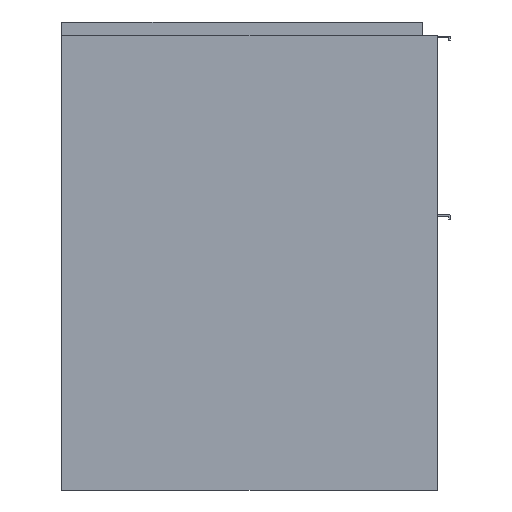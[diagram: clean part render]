
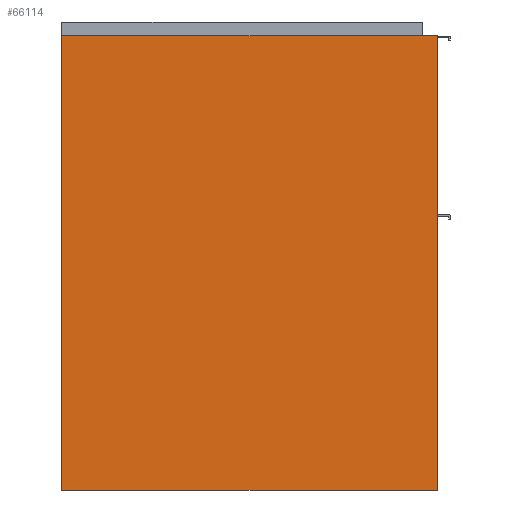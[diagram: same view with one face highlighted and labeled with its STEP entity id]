
A CAD part, left-side view. The second image highlights one B-rep face of the part: STEP entity #66114.
In plain terms, the highlighted planar face has unit normal (-1, 0, 0).
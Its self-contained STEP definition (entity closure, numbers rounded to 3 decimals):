
#4718=FACE_OUTER_BOUND('',#8360,.T.);
#8360=EDGE_LOOP('',(#44197,#44198,#44199,#44200));
#12595=LINE('',#95147,#20131);
#12599=LINE('',#95156,#20135);
#12604=LINE('',#95164,#20140);
#12606=LINE('',#95168,#20142);
#20131=VECTOR('',#75873,462.);
#20135=VECTOR('',#75879,462.);
#20140=VECTOR('',#75886,559.);
#20142=VECTOR('',#75892,559.);
#27641=VERTEX_POINT('',#95145);
#27642=VERTEX_POINT('',#95146);
#27645=VERTEX_POINT('',#95154);
#27646=VERTEX_POINT('',#95155);
#34267=EDGE_CURVE('',#27641,#27642,#12595,.T.);
#34271=EDGE_CURVE('',#27645,#27646,#12599,.T.);
#34276=EDGE_CURVE('',#27641,#27646,#12604,.T.);
#34278=EDGE_CURVE('',#27642,#27645,#12606,.T.);
#44197=ORIENTED_EDGE('',*,*,#34276,.F.);
#44198=ORIENTED_EDGE('',*,*,#34267,.T.);
#44199=ORIENTED_EDGE('',*,*,#34278,.T.);
#44200=ORIENTED_EDGE('',*,*,#34271,.T.);
#63546=PLANE('',#69830);
#66114=ADVANCED_FACE('',(#4718),#63546,.T.);
#69830=AXIS2_PLACEMENT_3D('',#95169,#75893,#75894);
#75873=DIRECTION('',(0.,-1.,0.));
#75879=DIRECTION('',(0.,1.,0.));
#75886=DIRECTION('',(0.,0.,1.));
#75892=DIRECTION('',(0.,0.,1.));
#75893=DIRECTION('center_axis',(-1.,0.,0.));
#75894=DIRECTION('ref_axis',(0.,0.,-1.));
#95145=CARTESIAN_POINT('',(0.,0.,0.));
#95146=CARTESIAN_POINT('',(0.,-462.,0.));
#95147=CARTESIAN_POINT('',(0.,-231.,0.));
#95154=CARTESIAN_POINT('',(0.,-462.,559.));
#95155=CARTESIAN_POINT('',(0.,0.,559.));
#95156=CARTESIAN_POINT('',(0.,-231.,559.));
#95164=CARTESIAN_POINT('',(0.,0.,279.5));
#95168=CARTESIAN_POINT('',(0.,-462.,279.5));
#95169=CARTESIAN_POINT('Origin',(0.,-231.,279.5));
